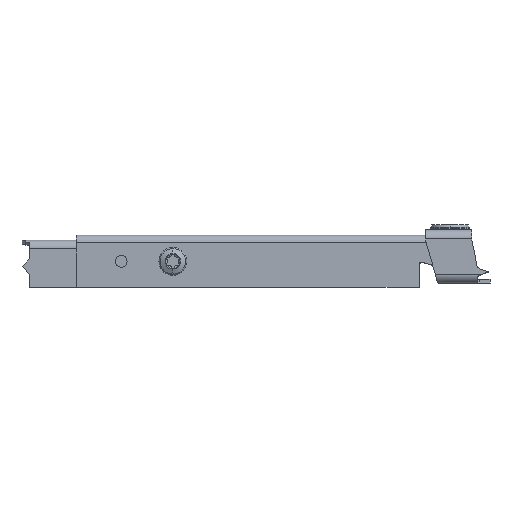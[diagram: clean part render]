
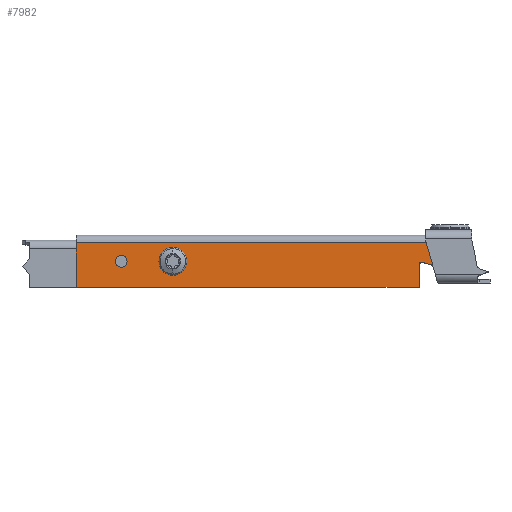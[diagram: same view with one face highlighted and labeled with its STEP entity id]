
A CAD part, top view. The second image highlights one B-rep face of the part: STEP entity #7982.
In plain terms, the highlighted planar face has unit normal (0, 0, 1).
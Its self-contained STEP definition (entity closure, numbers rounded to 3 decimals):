
#15 = CARTESIAN_POINT ( 'NONE',  ( -39., -12.374, 18.484 ) ) ;
#19 = LINE ( 'NONE', #1002, #3762 ) ;
#145 = DIRECTION ( 'NONE',  ( 0., 0., 1. ) ) ;
#195 = VECTOR ( 'NONE', #2959, 1000. ) ;
#196 = CARTESIAN_POINT ( 'NONE',  ( 57.5, -11.482, 18.484 ) ) ;
#327 = ORIENTED_EDGE ( 'NONE', *, *, #5089, .F. ) ;
#362 = AXIS2_PLACEMENT_3D ( 'NONE', #196, #4815, #9425 ) ;
#392 = CARTESIAN_POINT ( 'NONE',  ( -39., -7.874, 18.484 ) ) ;
#540 = CARTESIAN_POINT ( 'NONE',  ( 76.5, -20.124, 18.484 ) ) ;
#663 = DIRECTION ( 'NONE',  ( 0., -1., 0. ) ) ;
#725 = CARTESIAN_POINT ( 'NONE',  ( 73.851, -14.126, 18.484 ) ) ;
#872 = AXIS2_PLACEMENT_3D ( 'NONE', #3870, #8312, #9302 ) ;
#891 = AXIS2_PLACEMENT_3D ( 'NONE', #12009, #11029, #8517 ) ;
#1002 = CARTESIAN_POINT ( 'NONE',  ( 0., -3., 18.484 ) ) ;
#1015 = EDGE_LOOP ( 'NONE', ( #12312, #11228 ) ) ;
#1083 = CARTESIAN_POINT ( 'NONE',  ( 76.5, -3., 18.484 ) ) ;
#1217 = DIRECTION ( 'NONE',  ( 0., 1., 0. ) ) ;
#1246 = ORIENTED_EDGE ( 'NONE', *, *, #2722, .F. ) ;
#1313 = VERTEX_POINT ( 'NONE', #1083 ) ;
#1463 = CARTESIAN_POINT ( 'NONE',  ( 57.776, -10.521, 18.484 ) ) ;
#1551 = VERTEX_POINT ( 'NONE', #392 ) ;
#1758 = CARTESIAN_POINT ( 'NONE',  ( -76.5, -3., 18.484 ) ) ;
#1762 = ORIENTED_EDGE ( 'NONE', *, *, #11425, .F. ) ;
#1798 = CARTESIAN_POINT ( 'NONE',  ( -39., -10.124, 18.484 ) ) ;
#1841 = VERTEX_POINT ( 'NONE', #15 ) ;
#2036 = LINE ( 'NONE', #12478, #9815 ) ;
#2129 = ORIENTED_EDGE ( 'NONE', *, *, #6211, .F. ) ;
#2262 = DIRECTION ( 'NONE',  ( 0., -1., 0. ) ) ;
#2431 = CARTESIAN_POINT ( 'NONE',  ( 72.624, -14.779, 18.484 ) ) ;
#2468 = ORIENTED_EDGE ( 'NONE', *, *, #6495, .F. ) ;
#2571 = VERTEX_POINT ( 'NONE', #8285 ) ;
#2687 = CARTESIAN_POINT ( 'NONE',  ( 56.5, -20.124, 18.484 ) ) ;
#2722 = EDGE_CURVE ( 'NONE', #8655, #8782, #12073, .T. ) ;
#2817 = LINE ( 'NONE', #540, #5521 ) ;
#2954 = EDGE_CURVE ( 'NONE', #7251, #11266, #6261, .T. ) ;
#2959 = DIRECTION ( 'NONE',  ( 0., -1., 0. ) ) ;
#3171 = CARTESIAN_POINT ( 'NONE',  ( 76.5, -20.124, 18.484 ) ) ;
#3334 = FACE_OUTER_BOUND ( 'NONE', #4503, .T. ) ;
#3371 = VECTOR ( 'NONE', #7281, 1000. ) ;
#3762 = VECTOR ( 'NONE', #5603, 1000. ) ;
#3763 = AXIS2_PLACEMENT_3D ( 'NONE', #10607, #12790, #1217 ) ;
#3824 = EDGE_CURVE ( 'NONE', #11266, #14808, #2817, .T. ) ;
#3870 = CARTESIAN_POINT ( 'NONE',  ( -39., -10.124, 18.484 ) ) ;
#4059 = VECTOR ( 'NONE', #12224, 1000. ) ;
#4061 = VERTEX_POINT ( 'NONE', #2431 ) ;
#4456 = CARTESIAN_POINT ( 'NONE',  ( 56.5, -11.482, 18.484 ) ) ;
#4474 = CARTESIAN_POINT ( 'NONE',  ( 73.851, -14.126, 18.484 ) ) ;
#4503 = EDGE_LOOP ( 'NONE', ( #12964, #13531, #6404, #10030, #1762, #327, #2468, #9862, #5348, #1246 ) ) ;
#4541 = VERTEX_POINT ( 'NONE', #10587 ) ;
#4795 = EDGE_CURVE ( 'NONE', #8655, #1313, #14571, .T. ) ;
#4815 = DIRECTION ( 'NONE',  ( 0., 0., 1. ) ) ;
#5089 = EDGE_CURVE ( 'NONE', #7205, #7977, #11727, .T. ) ;
#5226 = DIRECTION ( 'NONE',  ( 1., 0., 0. ) ) ;
#5348 = ORIENTED_EDGE ( 'NONE', *, *, #11174, .F. ) ;
#5367 = CARTESIAN_POINT ( 'NONE',  ( 56.5, -20.124, 18.484 ) ) ;
#5482 = CARTESIAN_POINT ( 'NONE',  ( 72.9, -13.817, 18.484 ) ) ;
#5488 = EDGE_CURVE ( 'NONE', #2571, #4061, #8574, .T. ) ;
#5521 = VECTOR ( 'NONE', #5226, 1000. ) ;
#5588 = DIRECTION ( 'NONE',  ( -0.961, 0.276, 0. ) ) ;
#5603 = DIRECTION ( 'NONE',  ( -1., 0., 0. ) ) ;
#5674 = CARTESIAN_POINT ( 'NONE',  ( -59., -7.874, 18.484 ) ) ;
#5965 = CARTESIAN_POINT ( 'NONE',  ( -59., -10.124, 18.484 ) ) ;
#6149 = VECTOR ( 'NONE', #8811, 1000. ) ;
#6211 = EDGE_CURVE ( 'NONE', #1841, #1551, #10779, .T. ) ;
#6261 = LINE ( 'NONE', #9601, #195 ) ;
#6404 = ORIENTED_EDGE ( 'NONE', *, *, #2954, .T. ) ;
#6463 = DIRECTION ( 'NONE',  ( 0., 0., -1. ) ) ;
#6495 = EDGE_CURVE ( 'NONE', #4061, #7205, #2036, .T. ) ;
#7186 = CIRCLE ( 'NONE', #10105, 2.25 ) ;
#7205 = VERTEX_POINT ( 'NONE', #1463 ) ;
#7251 = VERTEX_POINT ( 'NONE', #1758 ) ;
#7281 = DIRECTION ( 'NONE',  ( 0., -1., 0. ) ) ;
#7292 = CARTESIAN_POINT ( 'NONE',  ( 76.5, -5.974, 18.484 ) ) ;
#7423 = EDGE_CURVE ( 'NONE', #1313, #7251, #19, .T. ) ;
#7431 = AXIS2_PLACEMENT_3D ( 'NONE', #1798, #11034, #663 ) ;
#7523 = DIRECTION ( 'NONE',  ( 0., 1., 0. ) ) ;
#7977 = VERTEX_POINT ( 'NONE', #4456 ) ;
#7982 = ADVANCED_FACE ( 'NONE', ( #9060, #13684, #3334 ), #12625, .T. ) ;
#8159 = CIRCLE ( 'NONE', #7431, 2.25 ) ;
#8234 = EDGE_CURVE ( 'NONE', #4541, #9009, #9086, .T. ) ;
#8285 = CARTESIAN_POINT ( 'NONE',  ( 72.9, -14.817, 18.484 ) ) ;
#8312 = DIRECTION ( 'NONE',  ( 0., 0., 1. ) ) ;
#8517 = DIRECTION ( 'NONE',  ( 0., -1., 0. ) ) ;
#8574 = CIRCLE ( 'NONE', #3763, 1. ) ;
#8655 = VERTEX_POINT ( 'NONE', #7292 ) ;
#8708 = EDGE_LOOP ( 'NONE', ( #2129, #12863 ) ) ;
#8782 = VERTEX_POINT ( 'NONE', #4474 ) ;
#8811 = DIRECTION ( 'NONE',  ( 0., 1., 0. ) ) ;
#9009 = VERTEX_POINT ( 'NONE', #5674 ) ;
#9060 = FACE_BOUND ( 'NONE', #8708, .T. ) ;
#9086 = CIRCLE ( 'NONE', #891, 2.25 ) ;
#9141 = DIRECTION ( 'NONE',  ( 0., 0., 1. ) ) ;
#9302 = DIRECTION ( 'NONE',  ( 0., -1., 0. ) ) ;
#9425 = DIRECTION ( 'NONE',  ( 0., 1., 0. ) ) ;
#9483 = LINE ( 'NONE', #2687, #3371 ) ;
#9601 = CARTESIAN_POINT ( 'NONE',  ( -76.5, -20.124, 18.484 ) ) ;
#9815 = VECTOR ( 'NONE', #5588, 1000. ) ;
#9862 = ORIENTED_EDGE ( 'NONE', *, *, #5488, .F. ) ;
#9977 = EDGE_CURVE ( 'NONE', #9009, #4541, #7186, .T. ) ;
#10030 = ORIENTED_EDGE ( 'NONE', *, *, #3824, .T. ) ;
#10105 = AXIS2_PLACEMENT_3D ( 'NONE', #5965, #145, #10596 ) ;
#10177 = EDGE_CURVE ( 'NONE', #1551, #1841, #8159, .T. ) ;
#10587 = CARTESIAN_POINT ( 'NONE',  ( -59., -12.374, 18.484 ) ) ;
#10596 = DIRECTION ( 'NONE',  ( 0., -1., 0. ) ) ;
#10607 = CARTESIAN_POINT ( 'NONE',  ( 72.9, -13.817, 18.484 ) ) ;
#10779 = CIRCLE ( 'NONE', #872, 2.25 ) ;
#11029 = DIRECTION ( 'NONE',  ( 0., 0., 1. ) ) ;
#11034 = DIRECTION ( 'NONE',  ( 0., 0., 1. ) ) ;
#11174 = EDGE_CURVE ( 'NONE', #8782, #2571, #13993, .T. ) ;
#11228 = ORIENTED_EDGE ( 'NONE', *, *, #9977, .F. ) ;
#11266 = VERTEX_POINT ( 'NONE', #11396 ) ;
#11396 = CARTESIAN_POINT ( 'NONE',  ( -76.5, -20.124, 18.484 ) ) ;
#11425 = EDGE_CURVE ( 'NONE', #7977, #14808, #9483, .T. ) ;
#11727 = CIRCLE ( 'NONE', #362, 1. ) ;
#12009 = CARTESIAN_POINT ( 'NONE',  ( -59., -10.124, 18.484 ) ) ;
#12073 = LINE ( 'NONE', #725, #4059 ) ;
#12224 = DIRECTION ( 'NONE',  ( -0.309, -0.951, 0. ) ) ;
#12312 = ORIENTED_EDGE ( 'NONE', *, *, #8234, .F. ) ;
#12478 = CARTESIAN_POINT ( 'NONE',  ( 57.776, -10.521, 18.484 ) ) ;
#12625 = PLANE ( 'NONE',  #13676 ) ;
#12790 = DIRECTION ( 'NONE',  ( 0., 0., -1. ) ) ;
#12863 = ORIENTED_EDGE ( 'NONE', *, *, #10177, .F. ) ;
#12964 = ORIENTED_EDGE ( 'NONE', *, *, #4795, .T. ) ;
#13531 = ORIENTED_EDGE ( 'NONE', *, *, #7423, .T. ) ;
#13676 = AXIS2_PLACEMENT_3D ( 'NONE', #14888, #9141, #2262 ) ;
#13684 = FACE_BOUND ( 'NONE', #1015, .T. ) ;
#13756 = AXIS2_PLACEMENT_3D ( 'NONE', #5482, #6463, #7523 ) ;
#13993 = CIRCLE ( 'NONE', #13756, 1. ) ;
#14571 = LINE ( 'NONE', #3171, #6149 ) ;
#14808 = VERTEX_POINT ( 'NONE', #5367 ) ;
#14888 = CARTESIAN_POINT ( 'NONE',  ( 0., 15.676, 18.484 ) ) ;
